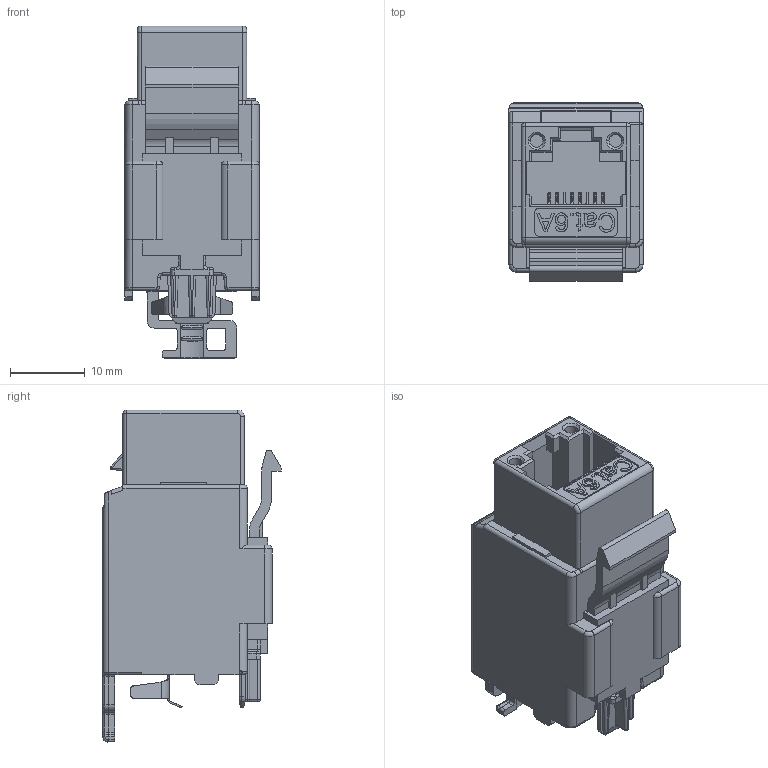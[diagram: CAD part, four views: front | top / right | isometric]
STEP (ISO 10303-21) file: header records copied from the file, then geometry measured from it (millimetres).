
FILE_DESCRIPTION (( 'STEP AP214' ), '1' );
FILE_NAME ('J00029K0036H50.STEP', '2010-03-09T10:18:40', ( 'ich' ), ( 'pp' ), 'SwSTEP 2.0', 'SolidWorks 2010', '' );
FILE_SCHEMA (( 'AUTOMOTIVE_DESIGN' ));
Length unit declared in the file: millimetre
Products named in the file (1): J00029K0036H50
Bounding box: 17.9 x 23.82 x 44.3 mm (x, y, z)
Volume: 10724.6 mm3; surface area: 5591.9 mm2
Topology: 1 solids, 2 shells, 1038 faces, 2590 edges, 1576 vertices
Faces by surface type: plane 554, cylinder 248, bspline 155, torus 61, sphere 12, cone 8
Entity records: 50146 total; most frequent: CARTESIAN_POINT 15726, ORIENTED_EDGE 5154, DIRECTION 4298, EDGE_CURVE 2577, VECTOR 1634, LINE 1634, VERTEX_POINT 1576, AXIS2_PLACEMENT_3D 1332
